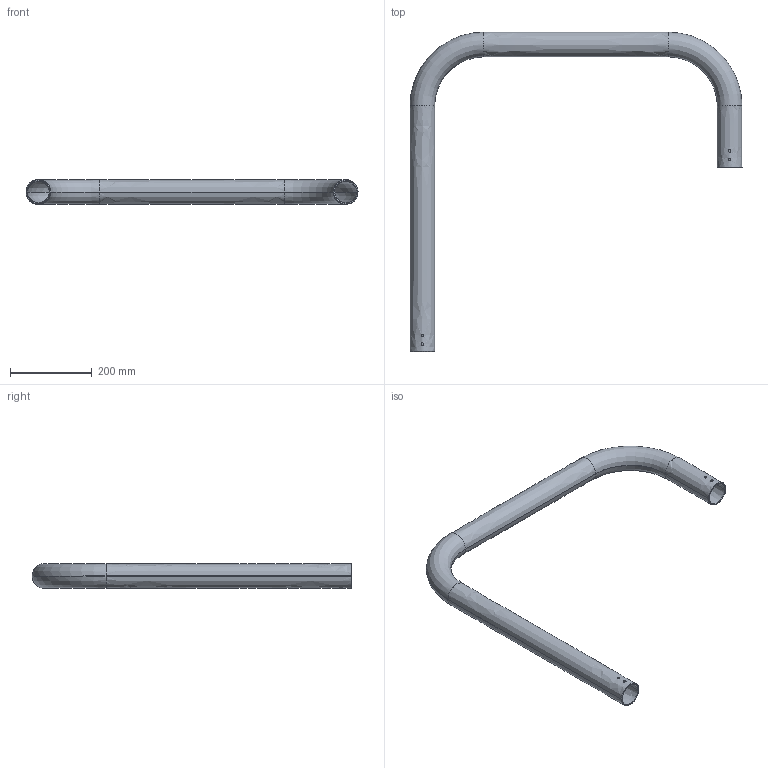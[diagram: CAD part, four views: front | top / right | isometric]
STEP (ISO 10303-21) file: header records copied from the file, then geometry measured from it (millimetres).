
FILE_DESCRIPTION (( 'STEP AP214' ), '1' );
FILE_NAME ('SCE-SAS30J.STEP', '2023-10-10T14:27:36', ( '' ), ( '' ), 'SwSTEP 2.0', 'SolidWorks 2023', '' );
FILE_SCHEMA (( 'AUTOMOTIVE_DESIGN' ));
Length unit declared in the file: inch
Products named in the file (1): SCE-SAS30J
Bounding box: 810.36 x 780.14 x 60.3 mm (x, y, z)
Volume: 957641.4 mm3; surface area: 599967.3 mm2
Topology: 1 solids, 1 shells, 38 faces, 84 edges, 48 vertices
Faces by surface type: bspline 28, cylinder 8, plane 2
Entity records: 3987 total; most frequent: CARTESIAN_POINT 3311, ORIENTED_EDGE 168, EDGE_CURVE 84, B_SPLINE_CURVE_WITH_KNOTS 56, DIRECTION 50, VERTEX_POINT 48, EDGE_LOOP 48, ADVANCED_FACE 38
